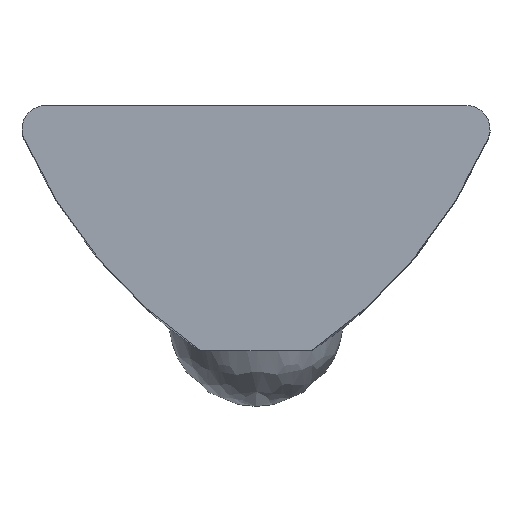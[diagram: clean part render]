
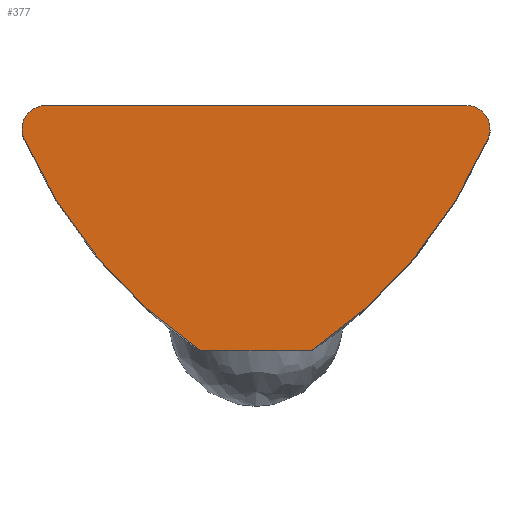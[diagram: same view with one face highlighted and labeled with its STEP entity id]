
A CAD part, top view. The second image highlights one B-rep face of the part: STEP entity #377.
In plain terms, the highlighted planar face has unit normal (0, 0, 1).
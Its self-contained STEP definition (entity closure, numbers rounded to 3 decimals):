
#8 = CIRCLE ( 'NONE', #112, 0.4 ) ;
#15 = DIRECTION ( 'NONE',  ( 1., 0., 0. ) ) ;
#16 = CIRCLE ( 'NONE', #548, 8.5 ) ;
#29 = DIRECTION ( 'NONE',  ( 0., 0., 1. ) ) ;
#37 = DIRECTION ( 'NONE',  ( 0., 0., -1. ) ) ;
#56 = AXIS2_PLACEMENT_3D ( 'NONE', #92, #417, #518 ) ;
#73 = CARTESIAN_POINT ( 'NONE',  ( 3.612, 0., 12. ) ) ;
#78 = EDGE_CURVE ( 'NONE', #591, #408, #191, .T. ) ;
#85 = ORIENTED_EDGE ( 'NONE', *, *, #584, .T. ) ;
#89 = AXIS2_PLACEMENT_3D ( 'NONE', #557, #37, #311 ) ;
#92 = CARTESIAN_POINT ( 'NONE',  ( -3.811, 2.842, 12. ) ) ;
#96 = CARTESIAN_POINT ( 'NONE',  ( -3.612, -0.4, 12. ) ) ;
#112 = AXIS2_PLACEMENT_3D ( 'NONE', #96, #516, #462 ) ;
#115 = EDGE_CURVE ( 'NONE', #562, #309, #589, .T. ) ;
#119 = CARTESIAN_POINT ( 'NONE',  ( -0.95, -4.2, 12. ) ) ;
#133 = DIRECTION ( 'NONE',  ( -1., 0., 0. ) ) ;
#140 = DIRECTION ( 'NONE',  ( 0., 0., 1. ) ) ;
#157 = CARTESIAN_POINT ( 'NONE',  ( -3.811, -4.2, 12. ) ) ;
#180 = DIRECTION ( 'NONE',  ( 0., 0., 1. ) ) ;
#181 = VECTOR ( 'NONE', #15, 1000. ) ;
#184 = CARTESIAN_POINT ( 'NONE',  ( -4.012, -0.4, 12. ) ) ;
#191 = LINE ( 'NONE', #157, #181 ) ;
#214 = EDGE_CURVE ( 'NONE', #259, #591, #16, .T. ) ;
#231 = AXIS2_PLACEMENT_3D ( 'NONE', #371, #140, #563 ) ;
#259 = VERTEX_POINT ( 'NONE', #390 ) ;
#289 = CARTESIAN_POINT ( 'NONE',  ( 3.612, 0., 12. ) ) ;
#309 = VERTEX_POINT ( 'NONE', #321 ) ;
#311 = DIRECTION ( 'NONE',  ( -1., 0., 0. ) ) ;
#321 = CARTESIAN_POINT ( 'NONE',  ( -3.612, 0., 12. ) ) ;
#322 = FACE_OUTER_BOUND ( 'NONE', #323, .T. ) ;
#323 = EDGE_LOOP ( 'NONE', ( #517, #359, #509, #85, #592, #382, #480 ) ) ;
#359 = ORIENTED_EDGE ( 'NONE', *, *, #214, .T. ) ;
#364 = VECTOR ( 'NONE', #381, 1000. ) ;
#366 = VERTEX_POINT ( 'NONE', #184 ) ;
#370 = EDGE_CURVE ( 'NONE', #366, #309, #8, .T. ) ;
#371 = CARTESIAN_POINT ( 'NONE',  ( 3.612, -0.4, 12. ) ) ;
#372 = EDGE_CURVE ( 'NONE', #452, #562, #590, .T. ) ;
#377 = ADVANCED_FACE ( 'NONE', ( #322 ), #594, .T. ) ;
#381 = DIRECTION ( 'NONE',  ( -1., 0., 0. ) ) ;
#382 = ORIENTED_EDGE ( 'NONE', *, *, #115, .T. ) ;
#384 = CARTESIAN_POINT ( 'NONE',  ( 3.979, -0.56, 12. ) ) ;
#390 = CARTESIAN_POINT ( 'NONE',  ( -3.979, -0.56, 12. ) ) ;
#392 = DIRECTION ( 'NONE',  ( -1., 0., 0. ) ) ;
#397 = CIRCLE ( 'NONE', #587, 8.5 ) ;
#405 = CARTESIAN_POINT ( 'NONE',  ( -3.811, 2.842, 12. ) ) ;
#408 = VERTEX_POINT ( 'NONE', #486 ) ;
#417 = DIRECTION ( 'NONE',  ( 0., 0., 1. ) ) ;
#452 = VERTEX_POINT ( 'NONE', #384 ) ;
#462 = DIRECTION ( 'NONE',  ( -1., 0., 0. ) ) ;
#463 = CIRCLE ( 'NONE', #89, 0.4 ) ;
#480 = ORIENTED_EDGE ( 'NONE', *, *, #370, .F. ) ;
#486 = CARTESIAN_POINT ( 'NONE',  ( 0.95, -4.2, 12. ) ) ;
#490 = CARTESIAN_POINT ( 'NONE',  ( 3.811, 2.842, 12. ) ) ;
#509 = ORIENTED_EDGE ( 'NONE', *, *, #78, .T. ) ;
#516 = DIRECTION ( 'NONE',  ( 0., 0., -1. ) ) ;
#517 = ORIENTED_EDGE ( 'NONE', *, *, #597, .F. ) ;
#518 = DIRECTION ( 'NONE',  ( 1., 0., 0. ) ) ;
#548 = AXIS2_PLACEMENT_3D ( 'NONE', #490, #29, #392 ) ;
#557 = CARTESIAN_POINT ( 'NONE',  ( -3.612, -0.4, 12. ) ) ;
#562 = VERTEX_POINT ( 'NONE', #73 ) ;
#563 = DIRECTION ( 'NONE',  ( -1., 0., 0. ) ) ;
#584 = EDGE_CURVE ( 'NONE', #408, #452, #397, .T. ) ;
#587 = AXIS2_PLACEMENT_3D ( 'NONE', #405, #180, #133 ) ;
#589 = LINE ( 'NONE', #289, #364 ) ;
#590 = CIRCLE ( 'NONE', #231, 0.4 ) ;
#591 = VERTEX_POINT ( 'NONE', #119 ) ;
#592 = ORIENTED_EDGE ( 'NONE', *, *, #372, .T. ) ;
#594 = PLANE ( 'NONE',  #56 ) ;
#597 = EDGE_CURVE ( 'NONE', #259, #366, #463, .T. ) ;
